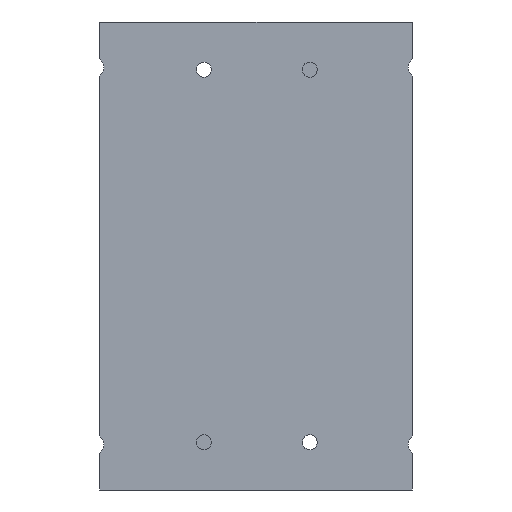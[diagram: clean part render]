
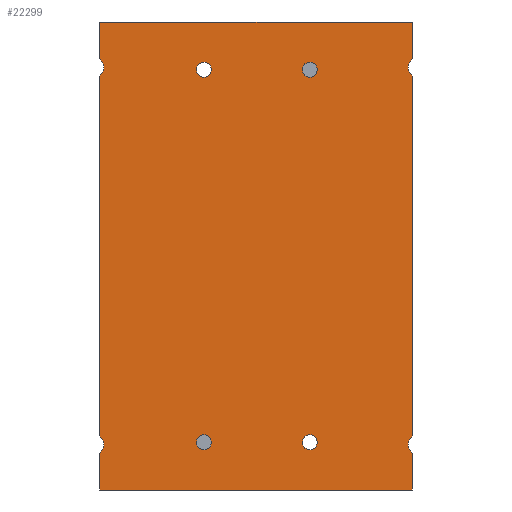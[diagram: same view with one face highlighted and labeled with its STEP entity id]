
A CAD part, front view. The second image highlights one B-rep face of the part: STEP entity #22299.
In plain terms, the highlighted planar face has unit normal (0, -1, 0).
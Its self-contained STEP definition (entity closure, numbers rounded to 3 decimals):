
#6928=DIRECTION('',(0.,0.,1.));
#6929=VECTOR('',#6928,120.755);
#6930=CARTESIAN_POINT('',(52.5,0.,-60.378));
#6931=LINE('',#6930,#6929);
#7286=DIRECTION('',(1.,0.,0.));
#7287=VECTOR('',#7286,105.);
#7288=CARTESIAN_POINT('',(-52.5,0.,-78.5));
#7289=LINE('',#7288,#7287);
#7952=DIRECTION('',(0.,0.,-1.));
#7953=VECTOR('',#7952,120.755);
#7954=CARTESIAN_POINT('',(-52.5,0.,60.378));
#7955=LINE('',#7954,#7953);
#8119=CARTESIAN_POINT('',(54.5,0.,-63.25));
#8120=DIRECTION('',(0.,-1.,0.));
#8121=DIRECTION('',(-0.571,0.,0.821));
#8122=AXIS2_PLACEMENT_3D('',#8119,#8120,#8121);
#8124=CARTESIAN_POINT('',(54.5,0.,-63.25));
#8125=DIRECTION('',(0.,-1.,0.));
#8126=DIRECTION('',(-1.,0.,0.));
#8127=AXIS2_PLACEMENT_3D('',#8124,#8125,#8126);
#8129=CARTESIAN_POINT('',(-54.5,0.,-63.25));
#8130=DIRECTION('',(0.,-1.,0.));
#8131=DIRECTION('',(0.571,0.,-0.821));
#8132=AXIS2_PLACEMENT_3D('',#8129,#8130,#8131);
#8134=CARTESIAN_POINT('',(-54.5,0.,-63.25));
#8135=DIRECTION('',(0.,-1.,0.));
#8136=DIRECTION('',(1.,0.,0.));
#8137=AXIS2_PLACEMENT_3D('',#8134,#8135,#8136);
#8139=CARTESIAN_POINT('',(-54.5,0.,63.25));
#8140=DIRECTION('',(0.,-1.,0.));
#8141=DIRECTION('',(0.571,0.,-0.821));
#8142=AXIS2_PLACEMENT_3D('',#8139,#8140,#8141);
#8144=CARTESIAN_POINT('',(-54.5,0.,63.25));
#8145=DIRECTION('',(0.,-1.,0.));
#8146=DIRECTION('',(1.,0.,0.));
#8147=AXIS2_PLACEMENT_3D('',#8144,#8145,#8146);
#8149=CARTESIAN_POINT('',(54.5,0.,63.25));
#8150=DIRECTION('',(0.,-1.,0.));
#8151=DIRECTION('',(-0.571,0.,0.821));
#8152=AXIS2_PLACEMENT_3D('',#8149,#8150,#8151);
#8154=CARTESIAN_POINT('',(54.5,0.,63.25));
#8155=DIRECTION('',(0.,-1.,0.));
#8156=DIRECTION('',(-1.,0.,0.));
#8157=AXIS2_PLACEMENT_3D('',#8154,#8155,#8156);
#8159=CARTESIAN_POINT('',(18.032,0.,-62.5));
#8160=DIRECTION('',(0.,-1.,0.));
#8161=DIRECTION('',(-1.,0.,0.));
#8162=AXIS2_PLACEMENT_3D('',#8159,#8160,#8161);
#8164=CARTESIAN_POINT('',(18.032,0.,-62.5));
#8165=DIRECTION('',(0.,-1.,0.));
#8166=DIRECTION('',(1.,0.,0.));
#8167=AXIS2_PLACEMENT_3D('',#8164,#8165,#8166);
#8169=CARTESIAN_POINT('',(-17.5,0.,-62.5));
#8170=DIRECTION('',(0.,-1.,0.));
#8171=DIRECTION('',(1.,0.,0.));
#8172=AXIS2_PLACEMENT_3D('',#8169,#8170,#8171);
#8174=CARTESIAN_POINT('',(-17.5,0.,-62.5));
#8175=DIRECTION('',(0.,-1.,0.));
#8176=DIRECTION('',(-1.,0.,0.));
#8177=AXIS2_PLACEMENT_3D('',#8174,#8175,#8176);
#8179=CARTESIAN_POINT('',(18.032,0.,62.5));
#8180=DIRECTION('',(0.,-1.,0.));
#8181=DIRECTION('',(1.,0.,0.));
#8182=AXIS2_PLACEMENT_3D('',#8179,#8180,#8181);
#8184=CARTESIAN_POINT('',(18.032,0.,62.5));
#8185=DIRECTION('',(0.,-1.,0.));
#8186=DIRECTION('',(-1.,0.,0.));
#8187=AXIS2_PLACEMENT_3D('',#8184,#8185,#8186);
#8189=CARTESIAN_POINT('',(-17.5,0.,62.5));
#8190=DIRECTION('',(0.,-1.,0.));
#8191=DIRECTION('',(-1.,0.,0.));
#8192=AXIS2_PLACEMENT_3D('',#8189,#8190,#8191);
#8194=CARTESIAN_POINT('',(-17.5,0.,62.5));
#8195=DIRECTION('',(0.,-1.,0.));
#8196=DIRECTION('',(1.,0.,0.));
#8197=AXIS2_PLACEMENT_3D('',#8194,#8195,#8196);
#8203=DIRECTION('',(0.,0.,1.));
#8204=VECTOR('',#8203,12.378);
#8205=CARTESIAN_POINT('',(52.5,0.,-78.5));
#8206=LINE('',#8205,#8204);
#8207=DIRECTION('',(0.,0.,-1.));
#8208=VECTOR('',#8207,12.378);
#8209=CARTESIAN_POINT('',(-52.5,0.,-66.122));
#8210=LINE('',#8209,#8208);
#9312=DIRECTION('',(0.,0.,1.));
#9313=VECTOR('',#9312,12.378);
#9314=CARTESIAN_POINT('',(52.5,0.,66.122));
#9315=LINE('',#9314,#9313);
#9372=DIRECTION('',(-1.,0.,0.));
#9373=VECTOR('',#9372,105.);
#9374=CARTESIAN_POINT('',(52.5,0.,78.5));
#9375=LINE('',#9374,#9373);
#10064=DIRECTION('',(0.,0.,-1.));
#10065=VECTOR('',#10064,12.378);
#10066=CARTESIAN_POINT('',(-52.5,0.,78.5));
#10067=LINE('',#10066,#10065);
#14962=CARTESIAN_POINT('',(-52.5,0.,-78.5));
#14963=VERTEX_POINT('',#14962);
#14964=CARTESIAN_POINT('',(52.5,0.,-78.5));
#14965=VERTEX_POINT('',#14964);
#15204=CARTESIAN_POINT('',(52.5,0.,-60.378));
#15205=VERTEX_POINT('',#15204);
#15206=CARTESIAN_POINT('',(52.5,0.,60.378));
#15207=VERTEX_POINT('',#15206);
#15222=CARTESIAN_POINT('',(52.5,0.,-66.122));
#15223=VERTEX_POINT('',#15222);
#15224=CARTESIAN_POINT('',(51.,0.,-63.25));
#15225=VERTEX_POINT('',#15224);
#15226=CARTESIAN_POINT('',(-52.5,0.,-66.122));
#15227=VERTEX_POINT('',#15226);
#15228=CARTESIAN_POINT('',(-51.,0.,-63.25));
#15229=VERTEX_POINT('',#15228);
#15230=CARTESIAN_POINT('',(-52.5,0.,-60.378));
#15231=VERTEX_POINT('',#15230);
#15232=CARTESIAN_POINT('',(-52.5,0.,60.378));
#15233=VERTEX_POINT('',#15232);
#15234=CARTESIAN_POINT('',(-51.,0.,63.25));
#15235=VERTEX_POINT('',#15234);
#15236=CARTESIAN_POINT('',(-52.5,0.,66.122));
#15237=VERTEX_POINT('',#15236);
#15238=CARTESIAN_POINT('',(-52.5,0.,78.5));
#15239=VERTEX_POINT('',#15238);
#15240=CARTESIAN_POINT('',(52.5,0.,78.5));
#15241=VERTEX_POINT('',#15240);
#15242=CARTESIAN_POINT('',(52.5,0.,66.122));
#15243=VERTEX_POINT('',#15242);
#15244=CARTESIAN_POINT('',(51.,0.,63.25));
#15245=VERTEX_POINT('',#15244);
#15246=CARTESIAN_POINT('',(15.532,0.,-62.5));
#15247=CARTESIAN_POINT('',(20.532,0.,-62.5));
#15248=VERTEX_POINT('',#15246);
#15249=VERTEX_POINT('',#15247);
#15250=CARTESIAN_POINT('',(-15.,0.,-62.5));
#15251=CARTESIAN_POINT('',(-20.,0.,-62.5));
#15252=VERTEX_POINT('',#15250);
#15253=VERTEX_POINT('',#15251);
#15254=CARTESIAN_POINT('',(20.532,0.,62.5));
#15255=CARTESIAN_POINT('',(15.532,0.,62.5));
#15256=VERTEX_POINT('',#15254);
#15257=VERTEX_POINT('',#15255);
#15258=CARTESIAN_POINT('',(-20.,0.,62.5));
#15259=CARTESIAN_POINT('',(-15.,0.,62.5));
#15260=VERTEX_POINT('',#15258);
#15261=VERTEX_POINT('',#15259);
#22243=CARTESIAN_POINT('',(0.,0.,0.));
#22244=DIRECTION('',(0.,1.,0.));
#22245=DIRECTION('',(1.,0.,0.));
#22246=AXIS2_PLACEMENT_3D('',#22243,#22244,#22245);
#22247=PLANE('',#22246);
#22248=ORIENTED_EDGE('',*,*,#20193,.T.);
#22249=ORIENTED_EDGE('',*,*,#20191,.T.);
#22251=ORIENTED_EDGE('',*,*,#22250,.F.);
#22252=ORIENTED_EDGE('',*,*,#20716,.F.);
#22254=ORIENTED_EDGE('',*,*,#22253,.F.);
#22256=ORIENTED_EDGE('',*,*,#22255,.T.);
#22258=ORIENTED_EDGE('',*,*,#22257,.T.);
#22259=ORIENTED_EDGE('',*,*,#21956,.F.);
#22261=ORIENTED_EDGE('',*,*,#22260,.T.);
#22263=ORIENTED_EDGE('',*,*,#22262,.T.);
#22265=ORIENTED_EDGE('',*,*,#22264,.F.);
#22267=ORIENTED_EDGE('',*,*,#22266,.F.);
#22269=ORIENTED_EDGE('',*,*,#22268,.F.);
#22270=ORIENTED_EDGE('',*,*,#22226,.T.);
#22271=ORIENTED_EDGE('',*,*,#22224,.T.);
#22272=ORIENTED_EDGE('',*,*,#20150,.F.);
#22273=EDGE_LOOP('',(#22248,#22249,#22251,#22252,#22254,#22256,#22258,#22259,
#22261,#22263,#22265,#22267,#22269,#22270,#22271,#22272));
#22274=FACE_OUTER_BOUND('',#22273,.F.);
#22276=ORIENTED_EDGE('',*,*,#22275,.T.);
#22278=ORIENTED_EDGE('',*,*,#22277,.T.);
#22279=EDGE_LOOP('',(#22276,#22278));
#22280=FACE_BOUND('',#22279,.F.);
#22282=ORIENTED_EDGE('',*,*,#22281,.T.);
#22284=ORIENTED_EDGE('',*,*,#22283,.T.);
#22285=EDGE_LOOP('',(#22282,#22284));
#22286=FACE_BOUND('',#22285,.F.);
#22288=ORIENTED_EDGE('',*,*,#22287,.T.);
#22290=ORIENTED_EDGE('',*,*,#22289,.T.);
#22291=EDGE_LOOP('',(#22288,#22290));
#22292=FACE_BOUND('',#22291,.F.);
#22294=ORIENTED_EDGE('',*,*,#22293,.T.);
#22296=ORIENTED_EDGE('',*,*,#22295,.T.);
#22297=EDGE_LOOP('',(#22294,#22296));
#22298=FACE_BOUND('',#22297,.F.);
#8123=CIRCLE('',#8122,3.5);
#8128=CIRCLE('',#8127,3.5);
#8133=CIRCLE('',#8132,3.5);
#8138=CIRCLE('',#8137,3.5);
#8143=CIRCLE('',#8142,3.5);
#8148=CIRCLE('',#8147,3.5);
#8153=CIRCLE('',#8152,3.5);
#8158=CIRCLE('',#8157,3.5);
#8163=CIRCLE('',#8162,2.5);
#8168=CIRCLE('',#8167,2.5);
#8173=CIRCLE('',#8172,2.5);
#8178=CIRCLE('',#8177,2.5);
#8183=CIRCLE('',#8182,2.5);
#8188=CIRCLE('',#8187,2.5);
#8193=CIRCLE('',#8192,2.5);
#8198=CIRCLE('',#8197,2.5);
#20150=EDGE_CURVE('',#15205,#15207,#6931,.T.);
#20191=EDGE_CURVE('',#15225,#15223,#8128,.T.);
#20193=EDGE_CURVE('',#15205,#15225,#8123,.T.);
#20716=EDGE_CURVE('',#14963,#14965,#7289,.T.);
#21956=EDGE_CURVE('',#15233,#15231,#7955,.T.);
#22224=EDGE_CURVE('',#15245,#15207,#8158,.T.);
#22226=EDGE_CURVE('',#15243,#15245,#8153,.T.);
#22250=EDGE_CURVE('',#14965,#15223,#8206,.T.);
#22253=EDGE_CURVE('',#15227,#14963,#8210,.T.);
#22255=EDGE_CURVE('',#15227,#15229,#8133,.T.);
#22257=EDGE_CURVE('',#15229,#15231,#8138,.T.);
#22260=EDGE_CURVE('',#15233,#15235,#8143,.T.);
#22262=EDGE_CURVE('',#15235,#15237,#8148,.T.);
#22264=EDGE_CURVE('',#15239,#15237,#10067,.T.);
#22266=EDGE_CURVE('',#15241,#15239,#9375,.T.);
#22268=EDGE_CURVE('',#15243,#15241,#9315,.T.);
#22275=EDGE_CURVE('',#15248,#15249,#8163,.T.);
#22277=EDGE_CURVE('',#15249,#15248,#8168,.T.);
#22281=EDGE_CURVE('',#15252,#15253,#8173,.T.);
#22283=EDGE_CURVE('',#15253,#15252,#8178,.T.);
#22287=EDGE_CURVE('',#15256,#15257,#8183,.T.);
#22289=EDGE_CURVE('',#15257,#15256,#8188,.T.);
#22293=EDGE_CURVE('',#15260,#15261,#8193,.T.);
#22295=EDGE_CURVE('',#15261,#15260,#8198,.T.);
#22299=ADVANCED_FACE('',(#22274,#22280,#22286,#22292,#22298),#22247,.F.);
